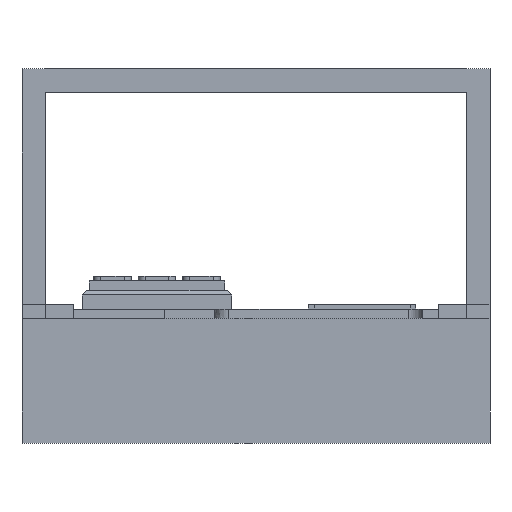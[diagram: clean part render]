
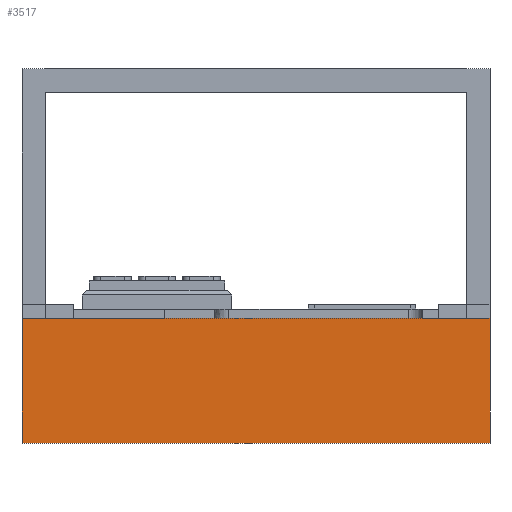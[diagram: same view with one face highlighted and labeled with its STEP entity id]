
A CAD part, front view. The second image highlights one B-rep face of the part: STEP entity #3517.
In plain terms, the highlighted planar face has unit normal (0, -1, 0).
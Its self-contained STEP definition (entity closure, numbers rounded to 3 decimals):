
#280=FACE_OUTER_BOUND('',#500,.T.);
#500=EDGE_LOOP('',(#2426,#2427,#2428,#2429));
#759=LINE('',#5139,#1135);
#760=LINE('',#5142,#1136);
#761=LINE('',#5144,#1137);
#762=LINE('',#5145,#1138);
#1135=VECTOR('',#4159,10.);
#1136=VECTOR('',#4162,10.);
#1137=VECTOR('',#4163,10.);
#1138=VECTOR('',#4164,10.);
#1485=VERTEX_POINT('',#5135);
#1486=VERTEX_POINT('',#5137);
#1487=VERTEX_POINT('',#5141);
#1488=VERTEX_POINT('',#5143);
#1849=EDGE_CURVE('',#1485,#1486,#759,.T.);
#1850=EDGE_CURVE('',#1487,#1485,#760,.T.);
#1851=EDGE_CURVE('',#1488,#1486,#761,.T.);
#1852=EDGE_CURVE('',#1487,#1488,#762,.T.);
#2426=ORIENTED_EDGE('',*,*,#1850,.T.);
#2427=ORIENTED_EDGE('',*,*,#1849,.T.);
#2428=ORIENTED_EDGE('',*,*,#1851,.F.);
#2429=ORIENTED_EDGE('',*,*,#1852,.F.);
#3355=PLANE('',#3770);
#3517=ADVANCED_FACE('',(#280),#3355,.T.);
#3770=AXIS2_PLACEMENT_3D('',#5140,#4160,#4161);
#4159=DIRECTION('',(0.,0.,1.));
#4160=DIRECTION('center_axis',(0.,-1.,0.));
#4161=DIRECTION('ref_axis',(1.,0.,0.));
#4162=DIRECTION('',(1.,0.,0.));
#4163=DIRECTION('',(1.,0.,0.));
#4164=DIRECTION('',(0.,0.,1.));
#5135=CARTESIAN_POINT('',(1.,0.,0.));
#5137=CARTESIAN_POINT('',(1.,0.,0.267));
#5139=CARTESIAN_POINT('',(1.,0.,0.));
#5140=CARTESIAN_POINT('Origin',(0.,0.,0.));
#5141=CARTESIAN_POINT('',(0.,0.,0.));
#5142=CARTESIAN_POINT('',(0.,0.,0.));
#5143=CARTESIAN_POINT('',(0.,0.,0.267));
#5144=CARTESIAN_POINT('',(0.,0.,0.267));
#5145=CARTESIAN_POINT('',(0.,0.,0.));
